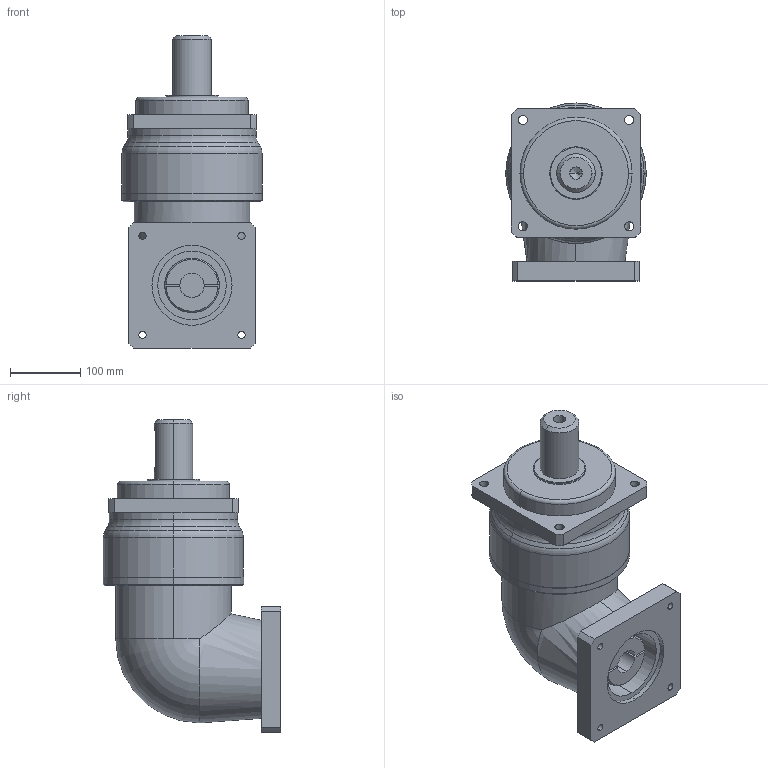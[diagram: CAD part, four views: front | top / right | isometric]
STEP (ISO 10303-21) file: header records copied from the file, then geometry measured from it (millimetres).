
FILE_DESCRIPTION (( 'STEP AP203' ), '1' );
FILE_NAME ('EVS180-L2-35-114.3-200.STEP', '2022-06-16T04:05:24', ( 'PC' ), ( 'Microsoft' ), 'SwSTEP 2.0', 'SolidWorks 2016', '' );
FILE_SCHEMA (( 'CONFIG_CONTROL_DESIGN' ));
Length unit declared in the file: millimetre
Products named in the file (1): EVS180-L2-35-114.3-200
Bounding box: 201 x 254 x 446.7 mm (x, y, z)
Volume: 9485438.4 mm3; surface area: 399737.4 mm2
Topology: 1 solids, 1 shells, 104 faces, 256 edges, 162 vertices
Faces by surface type: cylinder 51, plane 31, cone 13, torus 7, bspline 2
Entity records: 4105 total; most frequent: CARTESIAN_POINT 1464, DIRECTION 576, ORIENTED_EDGE 504, EDGE_CURVE 252, AXIS2_PLACEMENT_3D 234, VERTEX_POINT 162, EDGE_LOOP 132, CIRCLE 131
